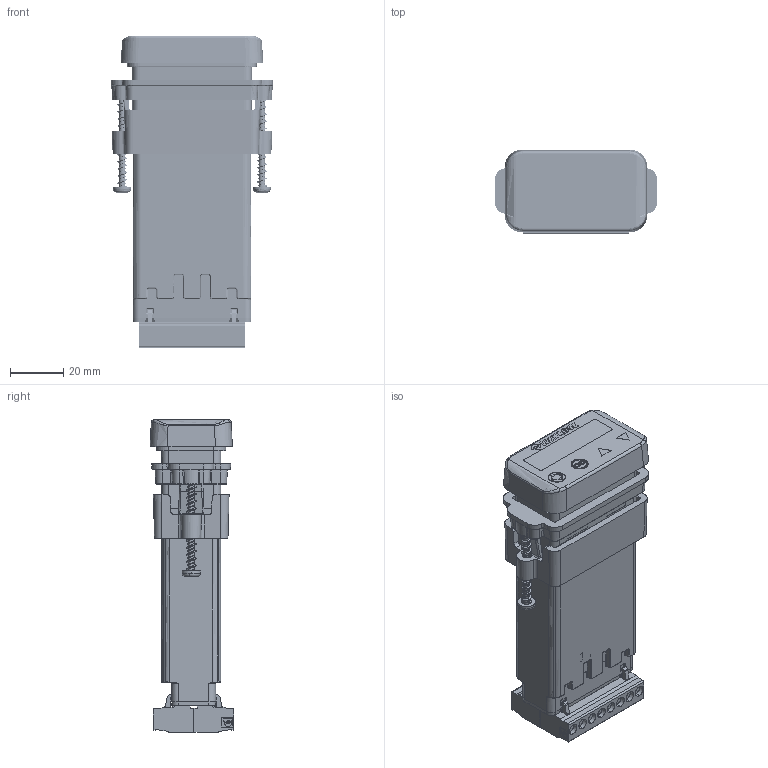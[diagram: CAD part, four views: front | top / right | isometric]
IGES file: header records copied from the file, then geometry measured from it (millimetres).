
Start section: SolidWorks IGES file using analytic representation for surfaces
Global section: file name: PM3 Legacy.IGS; native system: SolidWorks 2020; preprocessor: SolidWorks 2020; author: Papbob; date: 211202.095042; units: inch
Bounding box: 60.71 x 31.45 x 117.11 mm (x, y, z)
Surface area: 47560.2 mm2 (no closed solid volume)
Topology: 0 solids, 0 shells, 2527 faces, 29172 edges, 35348 vertices
Faces by surface type: bspline 1688, revolution 839
